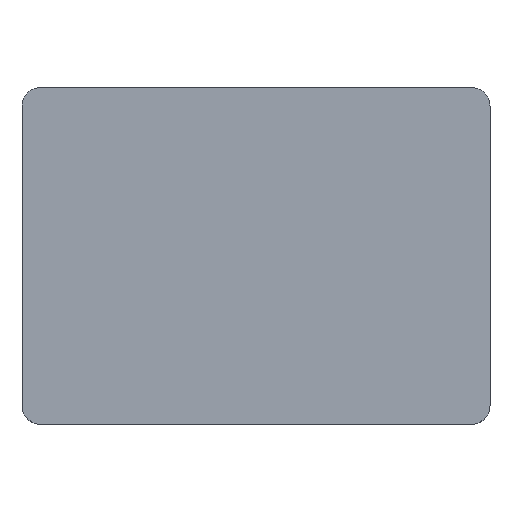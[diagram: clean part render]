
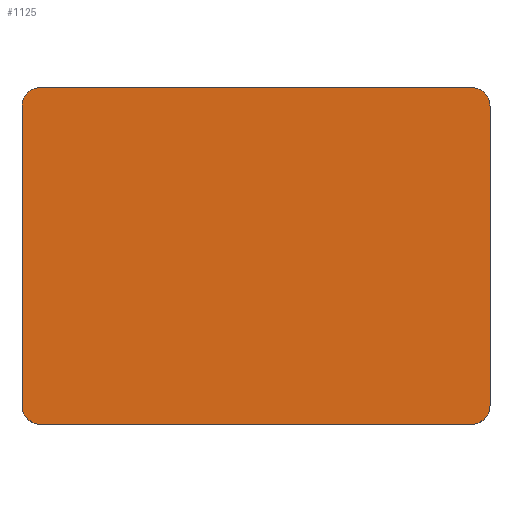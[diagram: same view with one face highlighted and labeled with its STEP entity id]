
A CAD part, top view. The second image highlights one B-rep face of the part: STEP entity #1125.
In plain terms, the highlighted planar face has unit normal (0, 0, 1).
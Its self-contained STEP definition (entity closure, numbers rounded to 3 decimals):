
#118=CIRCLE('',#1260,5.);
#119=CIRCLE('',#1263,5.);
#120=CIRCLE('',#1264,5.);
#121=CIRCLE('',#1265,5.);
#179=FACE_OUTER_BOUND('',#257,.T.);
#257=EDGE_LOOP('',(#982,#983,#984,#985,#986,#987,#988,#989));
#353=LINE('',#1927,#449);
#355=LINE('',#1931,#451);
#356=LINE('',#1935,#452);
#357=LINE('',#1939,#453);
#449=VECTOR('',#1592,10.);
#451=VECTOR('',#1596,10.);
#452=VECTOR('',#1599,10.);
#453=VECTOR('',#1602,10.);
#555=VERTEX_POINT('',#1920);
#556=VERTEX_POINT('',#1922);
#557=VERTEX_POINT('',#1926);
#558=VERTEX_POINT('',#1930);
#559=VERTEX_POINT('',#1932);
#560=VERTEX_POINT('',#1934);
#561=VERTEX_POINT('',#1936);
#562=VERTEX_POINT('',#1938);
#704=EDGE_CURVE('',#555,#556,#118,.T.);
#706=EDGE_CURVE('',#557,#556,#353,.T.);
#708=EDGE_CURVE('',#558,#555,#355,.T.);
#709=EDGE_CURVE('',#559,#558,#119,.T.);
#710=EDGE_CURVE('',#559,#560,#356,.T.);
#711=EDGE_CURVE('',#561,#560,#120,.T.);
#712=EDGE_CURVE('',#562,#561,#357,.T.);
#713=EDGE_CURVE('',#557,#562,#121,.T.);
#982=ORIENTED_EDGE('',*,*,#704,.F.);
#983=ORIENTED_EDGE('',*,*,#708,.F.);
#984=ORIENTED_EDGE('',*,*,#709,.F.);
#985=ORIENTED_EDGE('',*,*,#710,.T.);
#986=ORIENTED_EDGE('',*,*,#711,.F.);
#987=ORIENTED_EDGE('',*,*,#712,.F.);
#988=ORIENTED_EDGE('',*,*,#713,.F.);
#989=ORIENTED_EDGE('',*,*,#706,.T.);
#1063=PLANE('',#1262);
#1125=ADVANCED_FACE('',(#179),#1063,.T.);
#1260=AXIS2_PLACEMENT_3D('',#1923,#1587,#1588);
#1262=AXIS2_PLACEMENT_3D('',#1929,#1594,#1595);
#1263=AXIS2_PLACEMENT_3D('',#1933,#1597,#1598);
#1264=AXIS2_PLACEMENT_3D('',#1937,#1600,#1601);
#1265=AXIS2_PLACEMENT_3D('',#1940,#1603,#1604);
#1587=DIRECTION('center_axis',(0.,0.,-1.));
#1588=DIRECTION('ref_axis',(0.707,0.707,0.));
#1592=DIRECTION('',(0.,1.,0.));
#1594=DIRECTION('center_axis',(0.,0.,1.));
#1595=DIRECTION('ref_axis',(1.,0.,0.));
#1596=DIRECTION('',(1.,0.,0.));
#1597=DIRECTION('center_axis',(0.,0.,-1.));
#1598=DIRECTION('ref_axis',(-0.707,0.707,0.));
#1599=DIRECTION('',(0.,-1.,0.));
#1600=DIRECTION('center_axis',(0.,0.,-1.));
#1601=DIRECTION('ref_axis',(-0.707,-0.707,0.));
#1602=DIRECTION('',(-1.,0.,0.));
#1603=DIRECTION('center_axis',(0.,0.,-1.));
#1604=DIRECTION('ref_axis',(0.707,-0.707,0.));
#1920=CARTESIAN_POINT('',(57.5,45.,25.6));
#1922=CARTESIAN_POINT('',(62.5,40.,25.6));
#1923=CARTESIAN_POINT('Origin',(57.5,40.,25.6));
#1926=CARTESIAN_POINT('',(62.5,-40.,25.6));
#1927=CARTESIAN_POINT('',(62.5,40.,25.6));
#1929=CARTESIAN_POINT('Origin',(0.,0.,25.6));
#1930=CARTESIAN_POINT('',(-57.5,45.,25.6));
#1931=CARTESIAN_POINT('',(50.,45.,25.6));
#1932=CARTESIAN_POINT('',(-62.5,40.,25.6));
#1933=CARTESIAN_POINT('Origin',(-57.5,40.,25.6));
#1934=CARTESIAN_POINT('',(-62.5,-40.,25.6));
#1935=CARTESIAN_POINT('',(-62.5,-40.,25.6));
#1936=CARTESIAN_POINT('',(-57.5,-45.,25.6));
#1937=CARTESIAN_POINT('Origin',(-57.5,-40.,25.6));
#1938=CARTESIAN_POINT('',(57.5,-45.,25.6));
#1939=CARTESIAN_POINT('',(-50.,-45.,25.6));
#1940=CARTESIAN_POINT('Origin',(57.5,-40.,25.6));
